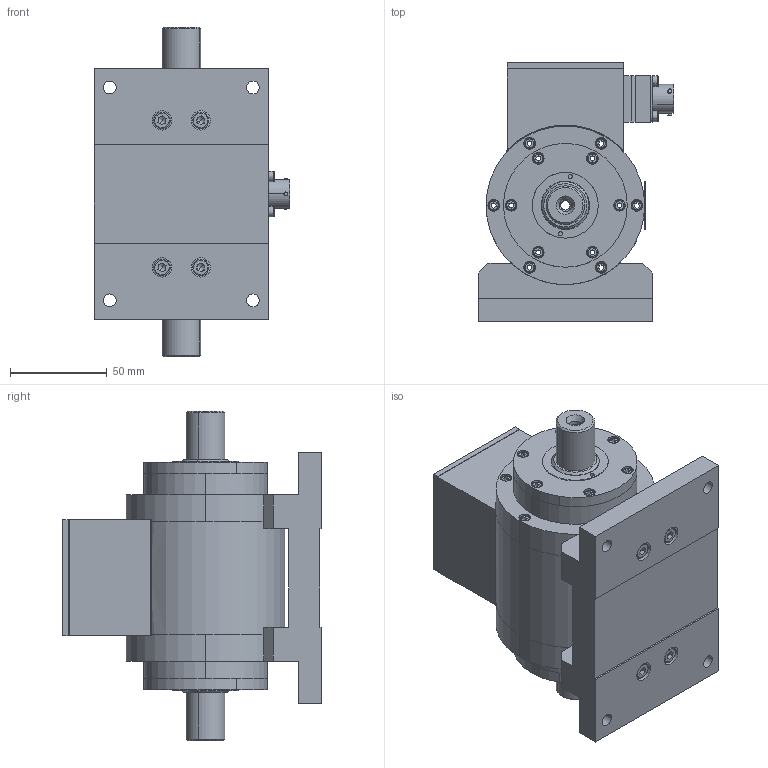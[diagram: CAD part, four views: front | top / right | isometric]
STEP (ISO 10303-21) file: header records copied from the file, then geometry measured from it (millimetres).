
FILE_DESCRIPTION (( 'STEP AP203' ), '1' );
FILE_NAME ('415-309-000-011_EF.STEP', '2008-05-27T11:26:27', ( 'magtrol magtrol sa' ), ( '' ), 'SwSTEP 2.0', 'SolidWorks 2007', '' );
FILE_SCHEMA (( 'CONFIG_CONTROL_DESIGN' ));
Products named in the file (1): 415-309-000-011_EF
Bounding box: 101 x 134 x 170.4 mm (x, y, z)
Surface area: 108429.5 mm2 (no closed solid volume)
Topology: 0 solids, 138 shells, 709 faces, 4258 edges, 3658 vertices
Faces by surface type: plane 431, cylinder 156, torus 64, cone 42, sphere 12, bspline 4
Entity records: 49169 total; most frequent: CARTESIAN_POINT 19758, ORIENTED_EDGE 5359, DIRECTION 4904, EDGE_CURVE 4220, VERTEX_POINT 3646, VECTOR 2048, LINE 2048, B_SPLINE_CURVE_WITH_KNOTS 1450
